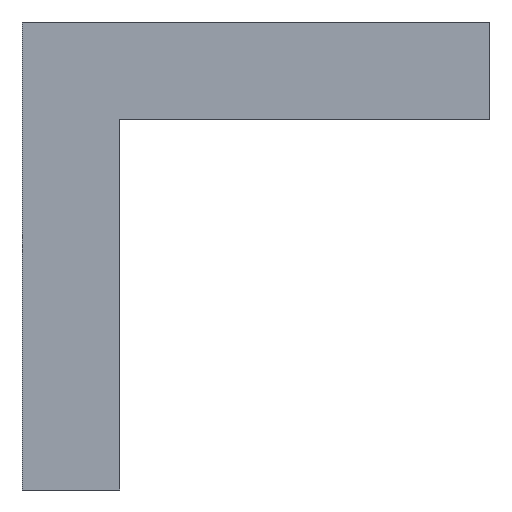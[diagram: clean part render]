
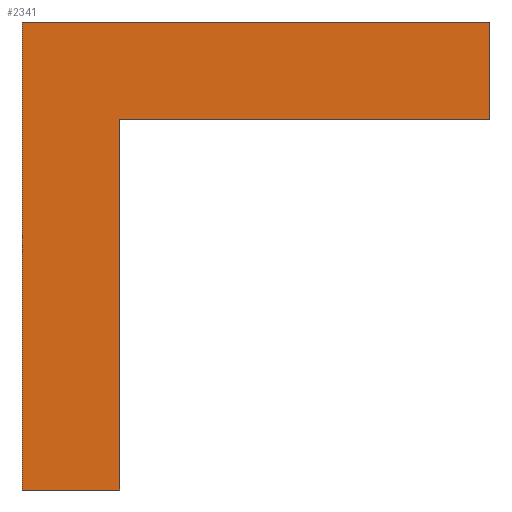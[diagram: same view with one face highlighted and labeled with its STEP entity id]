
A CAD part, front view. The second image highlights one B-rep face of the part: STEP entity #2341.
In plain terms, the highlighted planar face has unit normal (0, -1, 0).
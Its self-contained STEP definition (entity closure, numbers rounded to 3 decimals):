
#16 = EDGE_LOOP ( 'NONE', ( #1000, #1593, #1967, #1212, #2311, #855 ) ) ;
#74 = CARTESIAN_POINT ( 'NONE',  ( 12., 0., 0. ) ) ;
#148 = VERTEX_POINT ( 'NONE', #1713 ) ;
#174 = CARTESIAN_POINT ( 'NONE',  ( 12., 0., 0. ) ) ;
#196 = EDGE_CURVE ( 'NONE', #1446, #1918, #204, .T. ) ;
#204 = LINE ( 'NONE', #472, #1291 ) ;
#217 = PLANE ( 'NONE',  #1085 ) ;
#221 = DIRECTION ( 'NONE',  ( 0., 0., -1. ) ) ;
#282 = DIRECTION ( 'NONE',  ( 1., 0., 0. ) ) ;
#287 = CARTESIAN_POINT ( 'NONE',  ( 0., 0., 0. ) ) ;
#411 = EDGE_CURVE ( 'NONE', #1667, #148, #1127, .T. ) ;
#472 = CARTESIAN_POINT ( 'NONE',  ( 0., 0., 0. ) ) ;
#488 = CARTESIAN_POINT ( 'NONE',  ( 0., 0., -2.5 ) ) ;
#491 = VERTEX_POINT ( 'NONE', #1909 ) ;
#575 = CARTESIAN_POINT ( 'NONE',  ( 2.5, 0., 0. ) ) ;
#588 = CARTESIAN_POINT ( 'NONE',  ( 0., 0., 0. ) ) ;
#598 = DIRECTION ( 'NONE',  ( 0., 0., 1. ) ) ;
#654 = DIRECTION ( 'NONE',  ( 1., 0., 0. ) ) ;
#674 = FACE_OUTER_BOUND ( 'NONE', #16, .T. ) ;
#702 = EDGE_CURVE ( 'NONE', #1667, #491, #1455, .T. ) ;
#719 = EDGE_CURVE ( 'NONE', #1446, #2154, #2354, .T. ) ;
#722 = DIRECTION ( 'NONE',  ( 0., 0., -1. ) ) ;
#833 = LINE ( 'NONE', #1827, #1914 ) ;
#855 = ORIENTED_EDGE ( 'NONE', *, *, #702, .F. ) ;
#1000 = ORIENTED_EDGE ( 'NONE', *, *, #411, .T. ) ;
#1006 = DIRECTION ( 'NONE',  ( 0., 1., 0. ) ) ;
#1085 = AXIS2_PLACEMENT_3D ( 'NONE', #588, #1006, #598 ) ;
#1110 = VECTOR ( 'NONE', #722, 1000. ) ;
#1127 = LINE ( 'NONE', #488, #1352 ) ;
#1167 = DIRECTION ( 'NONE',  ( 0., 0., -1. ) ) ;
#1181 = VECTOR ( 'NONE', #1167, 1000. ) ;
#1212 = ORIENTED_EDGE ( 'NONE', *, *, #719, .T. ) ;
#1291 = VECTOR ( 'NONE', #2005, 1000. ) ;
#1304 = CARTESIAN_POINT ( 'NONE',  ( 0., 0., -12. ) ) ;
#1352 = VECTOR ( 'NONE', #282, 1000. ) ;
#1373 = CARTESIAN_POINT ( 'NONE',  ( 0., 0., 0. ) ) ;
#1446 = VERTEX_POINT ( 'NONE', #287 ) ;
#1455 = LINE ( 'NONE', #575, #1181 ) ;
#1517 = VECTOR ( 'NONE', #221, 1000. ) ;
#1593 = ORIENTED_EDGE ( 'NONE', *, *, #1702, .F. ) ;
#1667 = VERTEX_POINT ( 'NONE', #2114 ) ;
#1702 = EDGE_CURVE ( 'NONE', #1918, #148, #1730, .T. ) ;
#1713 = CARTESIAN_POINT ( 'NONE',  ( 12., 0., -2.5 ) ) ;
#1730 = LINE ( 'NONE', #174, #1110 ) ;
#1827 = CARTESIAN_POINT ( 'NONE',  ( 0., 0., -12. ) ) ;
#1909 = CARTESIAN_POINT ( 'NONE',  ( 2.5, 0., -12. ) ) ;
#1914 = VECTOR ( 'NONE', #654, 1000. ) ;
#1918 = VERTEX_POINT ( 'NONE', #74 ) ;
#1967 = ORIENTED_EDGE ( 'NONE', *, *, #196, .F. ) ;
#2005 = DIRECTION ( 'NONE',  ( 1., 0., 0. ) ) ;
#2025 = EDGE_CURVE ( 'NONE', #2154, #491, #833, .T. ) ;
#2114 = CARTESIAN_POINT ( 'NONE',  ( 2.5, 0., -2.5 ) ) ;
#2154 = VERTEX_POINT ( 'NONE', #1304 ) ;
#2311 = ORIENTED_EDGE ( 'NONE', *, *, #2025, .T. ) ;
#2341 = ADVANCED_FACE ( 'NONE', ( #674 ), #217, .F. ) ;
#2354 = LINE ( 'NONE', #1373, #1517 ) ;
